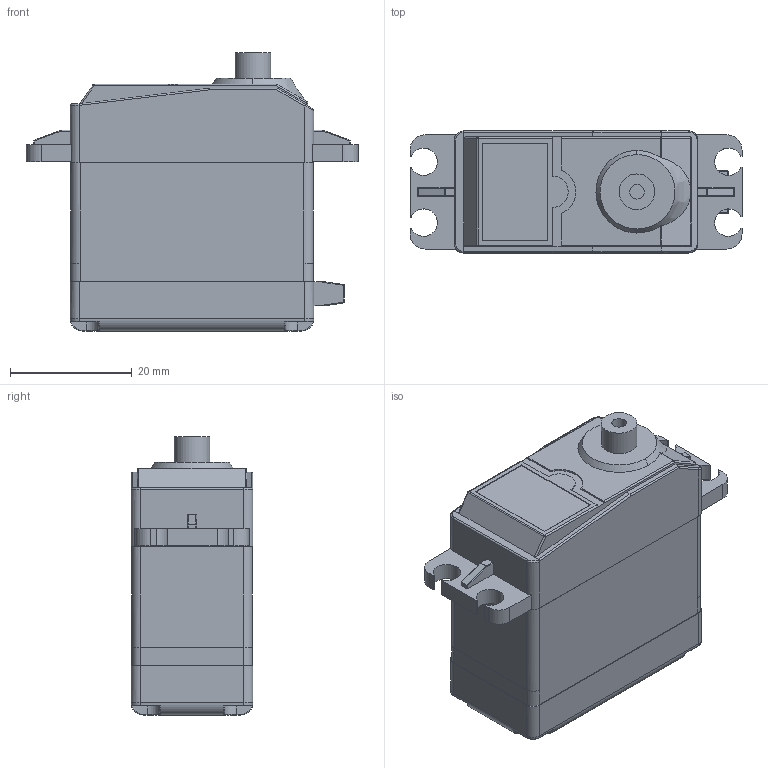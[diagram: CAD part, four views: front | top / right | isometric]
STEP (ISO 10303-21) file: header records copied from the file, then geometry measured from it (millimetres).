
FILE_DESCRIPTION(/* description */ (''),/* implementation_level */ '2;1');
FILE_NAME(/* name */ 'DS3225 Servo v9.step',/* time_stamp */ '2021-04-10T18:32:06-04:00',/* author */ (''),/* organization */ (''),/* preprocessor_version */ 'ST-DEVELOPER v18.1',/* originating_system */ 'Autodesk Translation Framework v10.6.0.1341',/* authorisation */ '');
FILE_SCHEMA (('AUTOMOTIVE_DESIGN { 1 0 10303 214 3 1 1 }'));
Length unit declared in the file: millimetre
Products named in the file (1): (Unsaved)
Bounding box: 54.5 x 20 x 45.65 mm (x, y, z)
Volume: 32310.7 mm3; surface area: 7029.5 mm2
Topology: 1 solids, 1 shells, 245 faces, 607 edges, 368 vertices
Faces by surface type: plane 101, cylinder 96, sphere 18, bspline 16, torus 14
Full cylindrical faces by diameter (mm): 2.4 x1, 5.85 x1
Entity records: 7652 total; most frequent: CARTESIAN_POINT 1770, DIRECTION 1258, ORIENTED_EDGE 1214, EDGE_CURVE 607, AXIS2_PLACEMENT_3D 451, VERTEX_POINT 368, LINE 356, VECTOR 356
